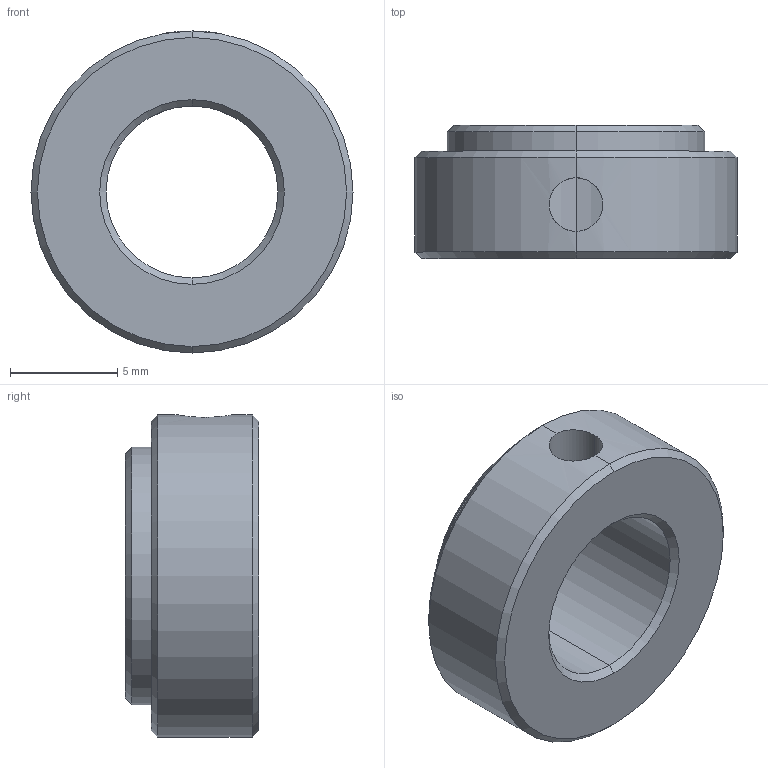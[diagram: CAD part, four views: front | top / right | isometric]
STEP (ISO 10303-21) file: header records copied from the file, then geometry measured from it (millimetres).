
FILE_DESCRIPTION (( 'STEP AP214' ), '1' );
FILE_NAME ('Shaft Collar 8mm粣杶.step', '2016-10-28T04:16:23', ( 'dell' ), ( '' ), 'SwSTEP 2.0', 'SolidWorks 2013', '' );
FILE_SCHEMA (( 'AUTOMOTIVE_DESIGN' ));
Length unit declared in the file: millimetre
Products named in the file (1): Shaft Collar 8mm粣杶
Bounding box: 15 x 6.2 x 15 mm (x, y, z)
Volume: 682.2 mm3; surface area: 675.4 mm2
Topology: 1 solids, 1 shells, 21 faces, 50 edges, 30 vertices
Faces by surface type: cone 10, cylinder 8, plane 3
Entity records: 738 total; most frequent: CARTESIAN_POINT 186, DIRECTION 108, ORIENTED_EDGE 100, EDGE_CURVE 50, AXIS2_PLACEMENT_3D 44, VERTEX_POINT 30, EDGE_LOOP 24, CIRCLE 22
